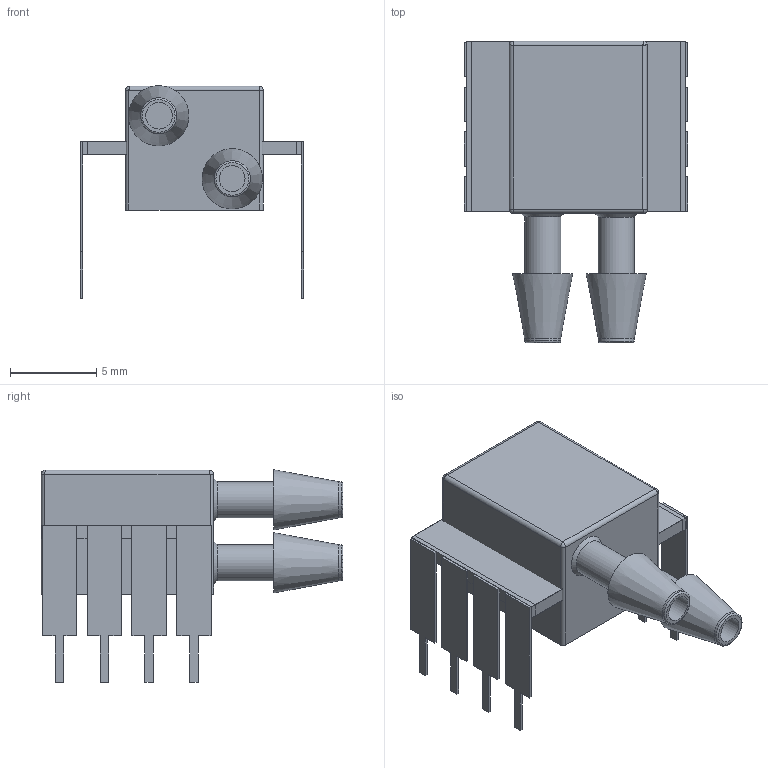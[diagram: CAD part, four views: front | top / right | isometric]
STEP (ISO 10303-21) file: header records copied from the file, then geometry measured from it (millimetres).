
FILE_DESCRIPTION(('FreeCAD Model'),'2;1');
FILE_NAME('MS4525DO_3D_model.step', '2018-08-05T14:15:28',('Author'),(''), 'Open CASCADE STEP processor 7.2','FreeCAD','Unknown');
FILE_SCHEMA(('AUTOMOTIVE_DESIGN { 1 0 10303 214 1 1 1 1 }'));
Length unit declared in the file: millimetre
Products named in the file (3): Body002; Body001; LinearPattern_(Mirror_#1)
Bounding box: 12.97 x 17.5 x 12.34 mm (x, y, z)
Volume: 843.8 mm3; surface area: 1377.7 mm2
Topology: 3 solids, 3 shells, 128 faces, 320 edges, 200 vertices
Faces by surface type: plane 104, cylinder 14, cone 4, bspline 4, torus 2
Full cylindrical faces by diameter (mm): 1.497 x1, 1.542 x1, 2.1 x4
Entity records: 8196 total; most frequent: CARTESIAN_POINT 1849, DIRECTION 1120, LINE 798, VECTOR 798, ORIENTED_EDGE 632, PCURVE 632, DEFINITIONAL_REPRESENTATION 632, EDGE_CURVE 316
